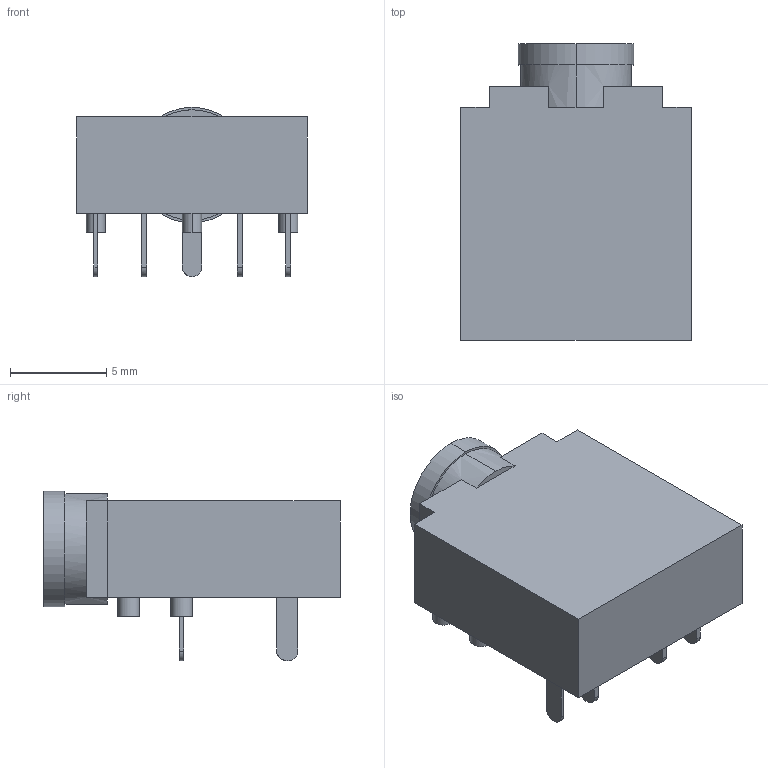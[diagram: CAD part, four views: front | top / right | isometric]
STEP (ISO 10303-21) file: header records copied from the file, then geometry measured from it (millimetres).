
FILE_DESCRIPTION(('FreeCAD Model'),'2;1');
FILE_NAME( 'x355_spring.step', '2017-12-08T13:35:57',('kicad StepUp'),('ksu MCAD'), 'Open CASCADE STEP processor 6.8','FreeCAD','Unknown');
FILE_SCHEMA(('AUTOMOTIVE_DESIGN_CC2 { 1 2 10303 214 -1 1 5 4 }'));
Length unit declared in the file: millimetre
Products named in the file (2): ASSEMBLY; x355_spring
Assembly tree (1 placements, depth 2):
  ASSEMBLY
    x355_spring
Bounding box: 12 x 15.4 x 8.8 mm (x, y, z)
Volume: 823.3 mm3; surface area: 694.4 mm2
Topology: 1 solids, 1 shells, 66 faces, 158 edges, 106 vertices
Faces by surface type: bspline 66
Entity records: 2378 total; most frequent: CARTESIAN_POINT 928, ORIENTED_EDGE 316, EDGE_CURVE 158, VERTEX_POINT 106, B_SPLINE_CURVE_WITH_KNOTS 106, FACE_BOUND 78, EDGE_LOOP 78, ADVANCED_FACE 66
